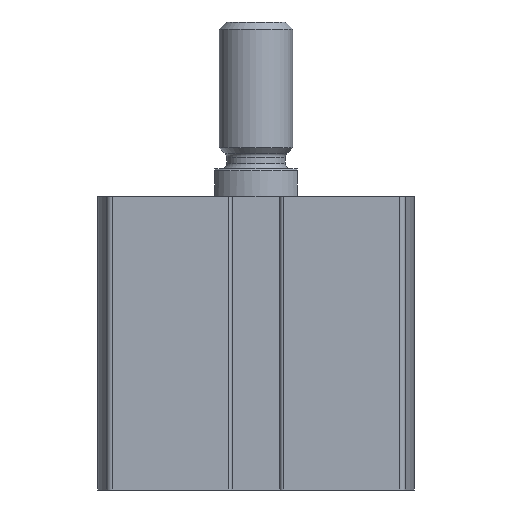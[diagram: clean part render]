
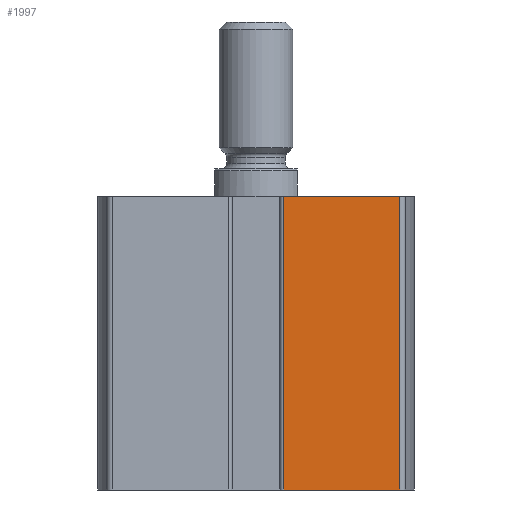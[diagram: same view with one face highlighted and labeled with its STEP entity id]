
A CAD part, front view. The second image highlights one B-rep face of the part: STEP entity #1997.
In plain terms, the highlighted planar face has unit normal (0, -1, 0).
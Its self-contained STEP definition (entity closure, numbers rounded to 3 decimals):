
#255=ORIENTED_EDGE('',*,*,#807,.T.);
#256=ORIENTED_EDGE('',*,*,#808,.F.);
#257=ORIENTED_EDGE('',*,*,#809,.F.);
#258=ORIENTED_EDGE('',*,*,#810,.T.);
#807=EDGE_CURVE('',#1083,#1084,#1287,.T.);
#808=EDGE_CURVE('',#1085,#1084,#1288,.T.);
#809=EDGE_CURVE('',#1086,#1085,#1289,.T.);
#810=EDGE_CURVE('',#1086,#1083,#1290,.T.);
#1083=VERTEX_POINT('',#3118);
#1084=VERTEX_POINT('',#3119);
#1085=VERTEX_POINT('',#3121);
#1086=VERTEX_POINT('',#3123);
#1287=LINE('',#3117,#1421);
#1288=LINE('',#3120,#1422);
#1289=LINE('',#3122,#1423);
#1290=LINE('',#3124,#1424);
#1421=VECTOR('',#2436,1000.);
#1422=VECTOR('',#2437,1000.);
#1423=VECTOR('',#2438,1000.);
#1424=VECTOR('',#2439,1000.);
#1552=EDGE_LOOP('',(#255,#256,#257,#258));
#1748=FACE_BOUND('',#1552,.T.);
#1944=PLANE('',#2155);
#1997=ADVANCED_FACE('',(#1748),#1944,.F.);
#2155=AXIS2_PLACEMENT_3D('',#3116,#2434,#2435);
#2434=DIRECTION('',(0.,1.,0.));
#2435=DIRECTION('',(0.,0.,1.));
#2436=DIRECTION('',(1.,0.,0.));
#2437=DIRECTION('',(0.,0.,-1.));
#2438=DIRECTION('',(1.,0.,0.));
#2439=DIRECTION('',(0.,0.,-1.));
#3116=CARTESIAN_POINT('',(-15.678,-17.25,32.));
#3117=CARTESIAN_POINT('',(-15.678,-17.25,0.));
#3118=CARTESIAN_POINT('',(3.,-17.25,0.));
#3119=CARTESIAN_POINT('',(15.678,-17.25,0.));
#3120=CARTESIAN_POINT('',(15.678,-17.25,32.));
#3121=CARTESIAN_POINT('',(15.678,-17.25,32.));
#3122=CARTESIAN_POINT('',(-15.678,-17.25,32.));
#3123=CARTESIAN_POINT('',(3.,-17.25,32.));
#3124=CARTESIAN_POINT('',(3.,-17.25,32.));
